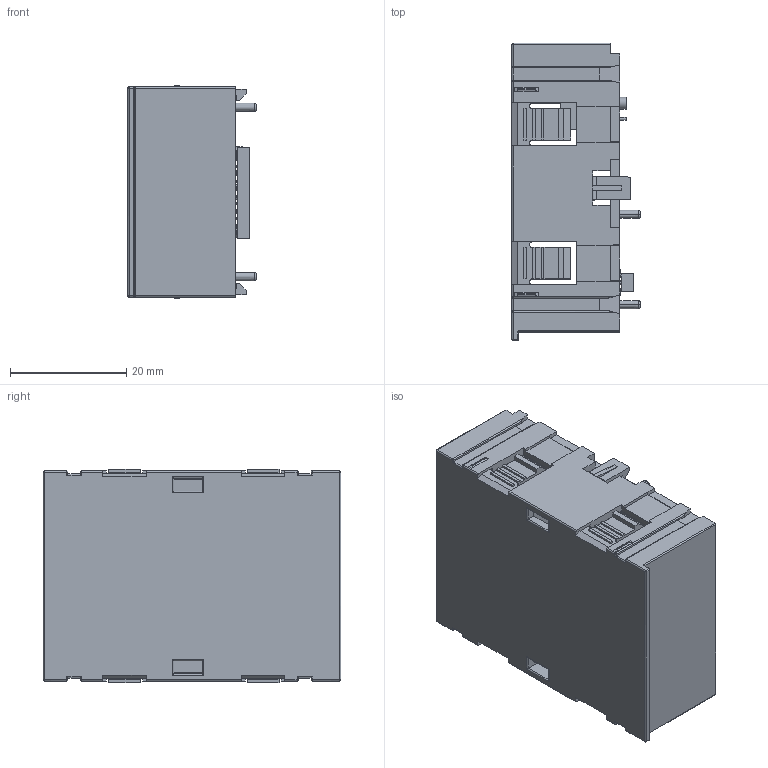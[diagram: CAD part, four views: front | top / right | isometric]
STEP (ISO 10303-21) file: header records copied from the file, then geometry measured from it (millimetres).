
FILE_DESCRIPTION((''),'2;1');
FILE_NAME('USB_ASM','2025-04-30T11:25:21',('HZC0000200'),(''),'CREO PARAMETRIC BY PTC INC, 2021063','CREO PARAMETRIC BY PTC INC, 2021063','');
FILE_SCHEMA(('CONFIG_CONTROL_DESIGN'));
Length unit declared in the file: millimetre
Products named in the file (7): CARD-7P-COVER_80_1_1_ASM; CARD-PCB-RJ45_95_1; 24-FEMALE_6_1; CARD-7P_ASM_45_ASM_1_ASM; 232_ASM_1_ASM; USB00; USB_ASM
Assembly tree (6 placements, depth 4):
  USB_ASM
    232_ASM_1_ASM
      CARD-7P_ASM_45_ASM_1_ASM
        CARD-7P-COVER_80_1_1_ASM
        CARD-PCB-RJ45_95_1
        24-FEMALE_6_1
    USB00
Bounding box: 22 x 51.1 x 36.7 mm (x, y, z)
Volume: 3846.9 mm3; surface area: 14905.6 mm2
Topology: 3 solids, 4 shells, 1458 faces, 4068 edges, 2644 vertices
Faces by surface type: plane 1032, cylinder 398, sphere 18, torus 6, cone 4
Entity records: 47459 total; most frequent: CARTESIAN_POINT 9552, ORIENTED_EDGE 8128, DIRECTION 7533, EDGE_CURVE 4064, VECTOR 3087, LINE 3087, VERTEX_POINT 2644, AXIS2_PLACEMENT_3D 2223
